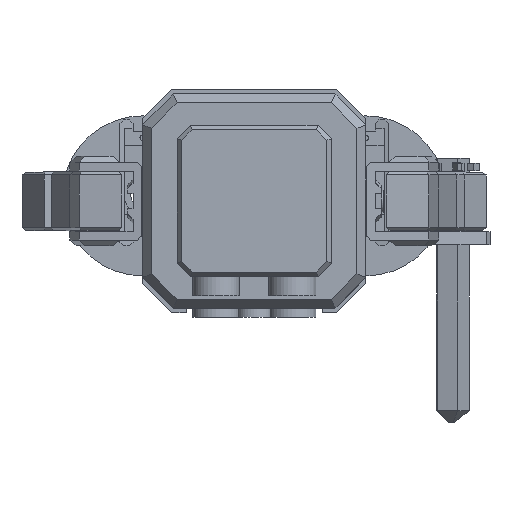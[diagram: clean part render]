
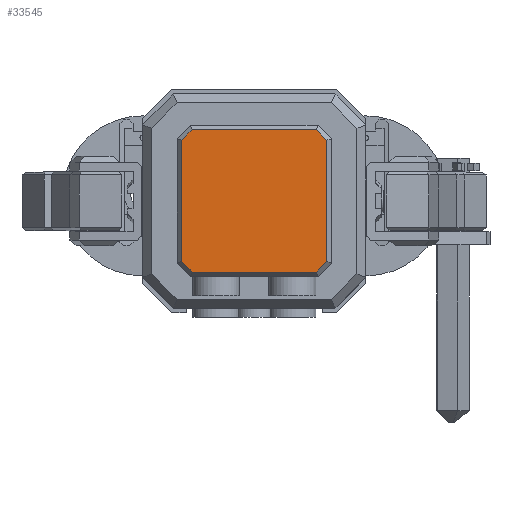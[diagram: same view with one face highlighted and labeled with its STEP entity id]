
A CAD part, top view. The second image highlights one B-rep face of the part: STEP entity #33545.
In plain terms, the highlighted planar face has unit normal (0, 0, 1).
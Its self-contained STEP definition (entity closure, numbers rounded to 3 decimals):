
#1716=PLANE('',#35959);
#3547=FACE_OUTER_BOUND('',#5445,.T.);
#5445=EDGE_LOOP('',(#30006,#30007,#30008,#30009,#30010,#30011,#30012,#30013));
#9160=LINE('',#52224,#13567);
#9164=LINE('',#52232,#13571);
#9167=LINE('',#52238,#13574);
#9214=LINE('',#52331,#13621);
#9275=LINE('',#52459,#13682);
#9279=LINE('',#52467,#13686);
#9282=LINE('',#52471,#13689);
#9284=LINE('',#52475,#13691);
#13567=VECTOR('',#42812,10.);
#13571=VECTOR('',#42818,10.);
#13574=VECTOR('',#42823,10.);
#13621=VECTOR('',#42888,10.);
#13682=VECTOR('',#43017,10.);
#13686=VECTOR('',#43023,10.);
#13689=VECTOR('',#43028,10.);
#13691=VECTOR('',#43034,10.);
#17288=VERTEX_POINT('',#52222);
#17289=VERTEX_POINT('',#52223);
#17292=VERTEX_POINT('',#52231);
#17294=VERTEX_POINT('',#52237);
#17331=VERTEX_POINT('',#52330);
#17363=VERTEX_POINT('',#52457);
#17364=VERTEX_POINT('',#52458);
#17367=VERTEX_POINT('',#52466);
#21556=EDGE_CURVE('',#17288,#17289,#9160,.T.);
#21560=EDGE_CURVE('',#17289,#17292,#9164,.T.);
#21563=EDGE_CURVE('',#17294,#17288,#9167,.T.);
#21610=EDGE_CURVE('',#17294,#17331,#9214,.T.);
#21674=EDGE_CURVE('',#17363,#17364,#9275,.T.);
#21678=EDGE_CURVE('',#17364,#17367,#9279,.T.);
#21681=EDGE_CURVE('',#17331,#17363,#9282,.T.);
#21683=EDGE_CURVE('',#17292,#17367,#9284,.T.);
#30006=ORIENTED_EDGE('',*,*,#21683,.T.);
#30007=ORIENTED_EDGE('',*,*,#21678,.F.);
#30008=ORIENTED_EDGE('',*,*,#21674,.F.);
#30009=ORIENTED_EDGE('',*,*,#21681,.F.);
#30010=ORIENTED_EDGE('',*,*,#21610,.F.);
#30011=ORIENTED_EDGE('',*,*,#21563,.T.);
#30012=ORIENTED_EDGE('',*,*,#21556,.T.);
#30013=ORIENTED_EDGE('',*,*,#21560,.T.);
#33545=ADVANCED_FACE('',(#3547),#1716,.T.);
#35959=AXIS2_PLACEMENT_3D('',#52474,#43032,#43033);
#42812=DIRECTION('',(0.,-1.,0.));
#42818=DIRECTION('',(0.707,-0.707,0.));
#42823=DIRECTION('',(-0.707,-0.707,0.));
#42888=DIRECTION('',(1.,0.,0.));
#43017=DIRECTION('',(0.,-1.,0.));
#43023=DIRECTION('',(-0.707,-0.707,0.));
#43028=DIRECTION('',(0.707,-0.707,0.));
#43032=DIRECTION('center_axis',(0.,0.,1.));
#43033=DIRECTION('ref_axis',(1.,0.,0.));
#43034=DIRECTION('',(1.,0.,0.));
#52222=CARTESIAN_POINT('',(-24.75,20.622,104.));
#52223=CARTESIAN_POINT('',(-24.75,-20.622,104.));
#52224=CARTESIAN_POINT('',(-24.75,12.872,104.));
#52231=CARTESIAN_POINT('',(-21.129,-24.244,104.));
#52232=CARTESIAN_POINT('',(-22.813,-22.56,104.));
#52237=CARTESIAN_POINT('',(-21.129,24.244,104.));
#52238=CARTESIAN_POINT('',(-22.813,22.56,104.));
#52330=CARTESIAN_POINT('',(21.129,24.244,104.));
#52331=CARTESIAN_POINT('',(-13.125,24.244,104.));
#52457=CARTESIAN_POINT('',(24.75,20.622,104.));
#52458=CARTESIAN_POINT('',(24.75,-20.622,104.));
#52459=CARTESIAN_POINT('',(24.75,12.872,104.));
#52466=CARTESIAN_POINT('',(21.129,-24.244,104.));
#52467=CARTESIAN_POINT('',(22.813,-22.56,104.));
#52471=CARTESIAN_POINT('',(22.813,22.56,104.));
#52474=CARTESIAN_POINT('Origin',(0.,0.,
104.));
#52475=CARTESIAN_POINT('',(-13.125,-24.244,104.));
